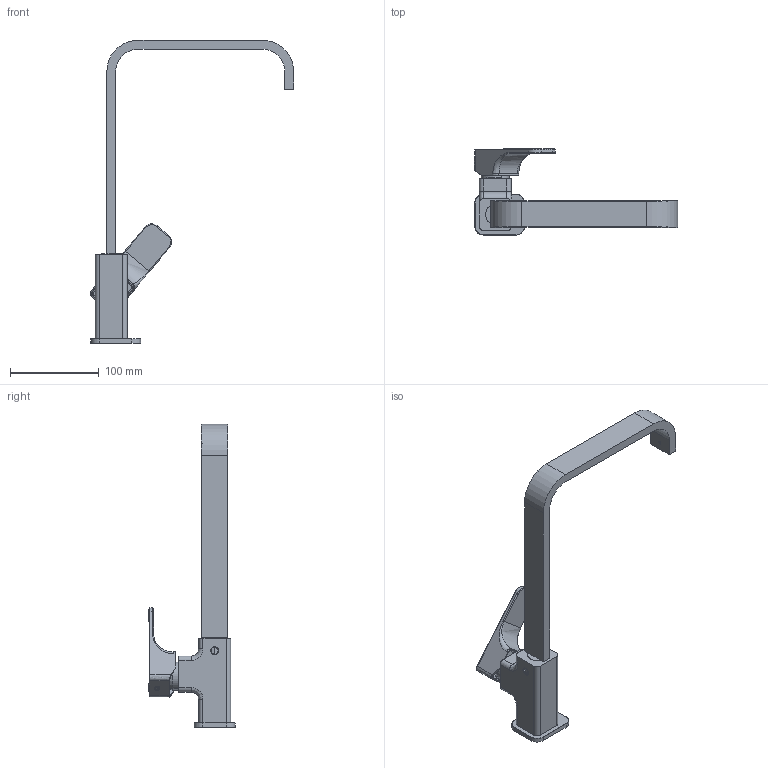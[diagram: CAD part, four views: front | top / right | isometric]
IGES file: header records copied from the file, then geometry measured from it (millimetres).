
Start section: START RECORD GO HERE.
Global section: file name: AR5105-CUG00485.igs; native system: DASSAULT SYSTEMES CATIA Version 5-6 Release 2013 - www.3ds.com; preprocessor: V5-6R2013_5.23.3.0.09-04-2013.20.00; author: adrianoz; organization: HUBER; date: 20201015.113459; units: millimetre
Bounding box: 228.58 x 96.7 x 340.8 mm (x, y, z)
Volume: 223065.8 mm3; surface area: 130167.7 mm2
Topology: 10 solids, 12 shells, 641 faces, 1497 edges, 924 vertices
Faces by surface type: revolution 310, plane 281, bspline 50
